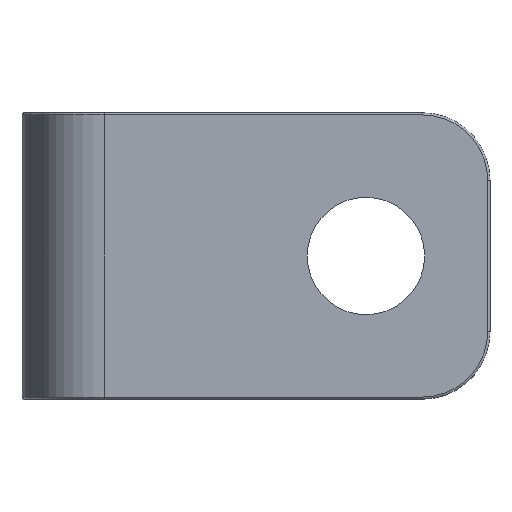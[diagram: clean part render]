
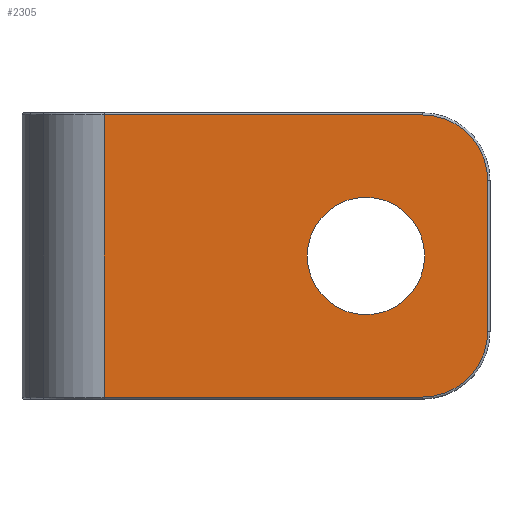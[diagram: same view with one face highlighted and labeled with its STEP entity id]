
A CAD part, front view. The second image highlights one B-rep face of the part: STEP entity #2305.
In plain terms, the highlighted planar face has unit normal (0, -1, 0).
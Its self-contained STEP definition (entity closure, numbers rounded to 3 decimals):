
#181=CARTESIAN_POINT('',(11.6,-4.5,0.));
#182=DIRECTION('',(0.,1.,0.));
#183=DIRECTION('',(1.,0.,0.));
#184=AXIS2_PLACEMENT_3D('',#181,#182,#183);
#186=CARTESIAN_POINT('',(11.6,-4.5,0.));
#187=DIRECTION('',(0.,1.,0.));
#188=DIRECTION('',(-1.,0.,0.));
#189=AXIS2_PLACEMENT_3D('',#186,#187,#188);
#191=DIRECTION('',(1.,0.,0.));
#192=VECTOR('',#191,14.1);
#193=CARTESIAN_POINT('',(0.,-4.5,6.25));
#194=LINE('',#193,#192);
#195=CARTESIAN_POINT('',(14.1,-4.5,3.35));
#196=DIRECTION('',(0.,1.,0.));
#197=DIRECTION('',(0.,0.,1.));
#198=AXIS2_PLACEMENT_3D('',#195,#196,#197);
#200=DIRECTION('',(0.,0.,-1.));
#201=VECTOR('',#200,6.7);
#202=CARTESIAN_POINT('',(17.,-4.5,3.35));
#203=LINE('',#202,#201);
#204=CARTESIAN_POINT('',(14.1,-4.5,-3.35));
#205=DIRECTION('',(0.,1.,0.));
#206=DIRECTION('',(1.,0.,0.));
#207=AXIS2_PLACEMENT_3D('',#204,#205,#206);
#209=DIRECTION('',(-1.,0.,0.));
#210=VECTOR('',#209,14.1);
#211=CARTESIAN_POINT('',(14.1,-4.5,-6.25));
#212=LINE('',#211,#210);
#213=DIRECTION('',(0.,0.,1.));
#214=VECTOR('',#213,12.5);
#215=CARTESIAN_POINT('',(0.,-4.5,-6.25));
#216=LINE('',#215,#214);
#1725=CARTESIAN_POINT('',(14.2,-4.5,0.));
#1726=CARTESIAN_POINT('',(9.,-4.5,0.));
#1727=VERTEX_POINT('',#1725);
#1728=VERTEX_POINT('',#1726);
#1781=CARTESIAN_POINT('',(0.,-4.5,6.25));
#1782=VERTEX_POINT('',#1781);
#1785=CARTESIAN_POINT('',(14.1,-4.5,6.25));
#1786=VERTEX_POINT('',#1785);
#1789=CARTESIAN_POINT('',(17.,-4.5,3.35));
#1790=VERTEX_POINT('',#1789);
#1793=CARTESIAN_POINT('',(17.,-4.5,-3.35));
#1794=VERTEX_POINT('',#1793);
#1797=CARTESIAN_POINT('',(14.1,-4.5,-6.25));
#1798=VERTEX_POINT('',#1797);
#1801=CARTESIAN_POINT('',(0.,-4.5,-6.25));
#1802=VERTEX_POINT('',#1801);
#2282=CARTESIAN_POINT('',(0.,-4.5,-6.35));
#2283=DIRECTION('',(0.,-1.,0.));
#2284=DIRECTION('',(1.,0.,0.));
#2285=AXIS2_PLACEMENT_3D('',#2282,#2283,#2284);
#2286=PLANE('',#2285);
#2288=ORIENTED_EDGE('',*,*,#2287,.T.);
#2290=ORIENTED_EDGE('',*,*,#2289,.T.);
#2292=ORIENTED_EDGE('',*,*,#2291,.T.);
#2294=ORIENTED_EDGE('',*,*,#2293,.T.);
#2295=ORIENTED_EDGE('',*,*,#2091,.T.);
#2297=ORIENTED_EDGE('',*,*,#2296,.T.);
#2298=EDGE_LOOP('',(#2288,#2290,#2292,#2294,#2295,#2297));
#2299=FACE_OUTER_BOUND('',#2298,.F.);
#2300=ORIENTED_EDGE('',*,*,#2256,.F.);
#2302=ORIENTED_EDGE('',*,*,#2301,.F.);
#2303=EDGE_LOOP('',(#2300,#2302));
#2304=FACE_BOUND('',#2303,.F.);
#2305=ADVANCED_FACE('',(#2299,#2304),#2286,.T.);
#185=CIRCLE('',#184,2.6);
#190=CIRCLE('',#189,2.6);
#199=CIRCLE('',#198,2.9);
#208=CIRCLE('',#207,2.9);
#2091=EDGE_CURVE('',#1798,#1802,#212,.T.);
#2256=EDGE_CURVE('',#1727,#1728,#185,.T.);
#2287=EDGE_CURVE('',#1782,#1786,#194,.T.);
#2289=EDGE_CURVE('',#1786,#1790,#199,.T.);
#2291=EDGE_CURVE('',#1790,#1794,#203,.T.);
#2293=EDGE_CURVE('',#1794,#1798,#208,.T.);
#2296=EDGE_CURVE('',#1802,#1782,#216,.T.);
#2301=EDGE_CURVE('',#1728,#1727,#190,.T.);
